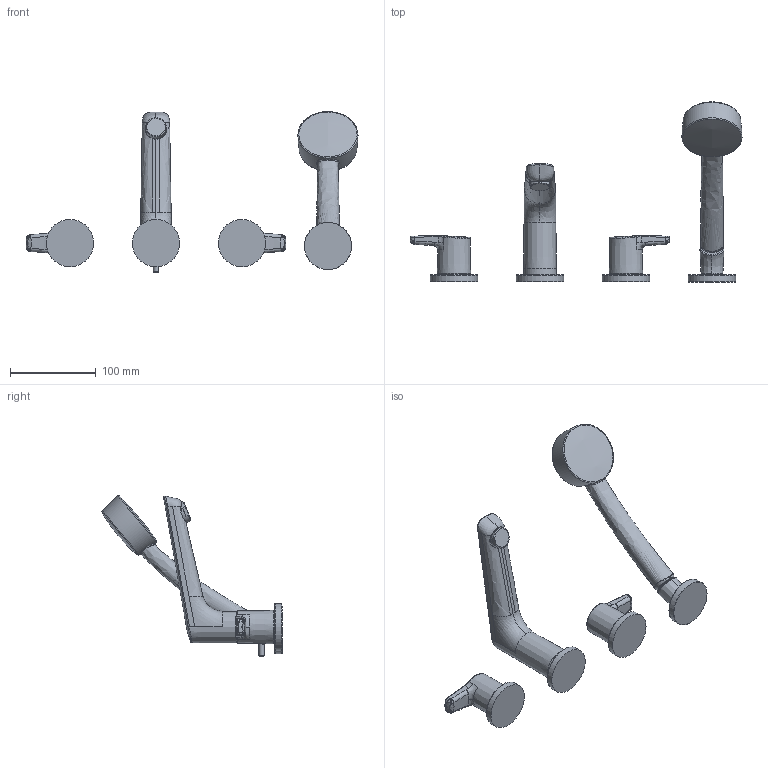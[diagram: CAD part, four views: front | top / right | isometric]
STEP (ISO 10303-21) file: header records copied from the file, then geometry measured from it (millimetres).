
FILE_DESCRIPTION (( 'STEP AP203' ), '1' );
FILE_NAME ('3943(2016)+52952071.STEP', '2017-03-09T05:51:50', ( '' ), ( '' ), 'SwSTEP 2.0', 'SolidWorks 2016', '' );
FILE_SCHEMA (( 'CONFIG_CONTROL_DESIGN' ));
Length unit declared in the file: millimetre
Products named in the file (1): 3943(2016)+52952071
Bounding box: 386.05 x 209.37 x 186.82 mm (x, y, z)
Volume: 599926.6 mm3; surface area: 93315.4 mm2
Topology: 4 solids, 4 shells, 194 faces, 453 edges, 274 vertices
Faces by surface type: bspline 89, cylinder 41, plane 36, torus 18, sphere 5, cone 5
Full cylindrical faces by diameter (mm): 6 x1, 18.2 x1, 18.654 x1, 24 x1, 25 x1, 28.5 x1, 38 x1, 55 x4
Entity records: 36520 total; most frequent: CARTESIAN_POINT 33048, ORIENTED_EDGE 794, DIRECTION 483, EDGE_CURVE 397, VERTEX_POINT 258, EDGE_LOOP 241, B_SPLINE_CURVE_WITH_KNOTS 228, FACE_OUTER_BOUND 222
